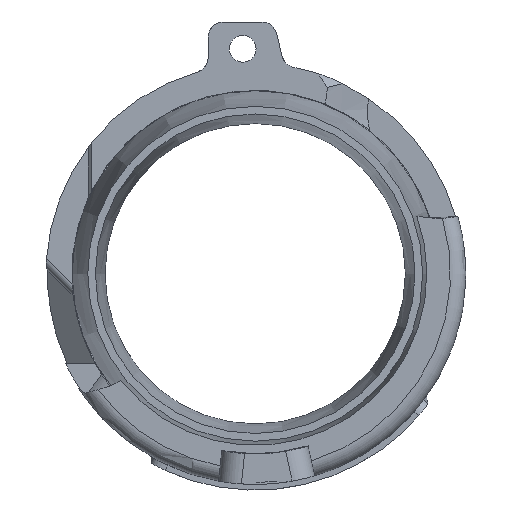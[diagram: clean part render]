
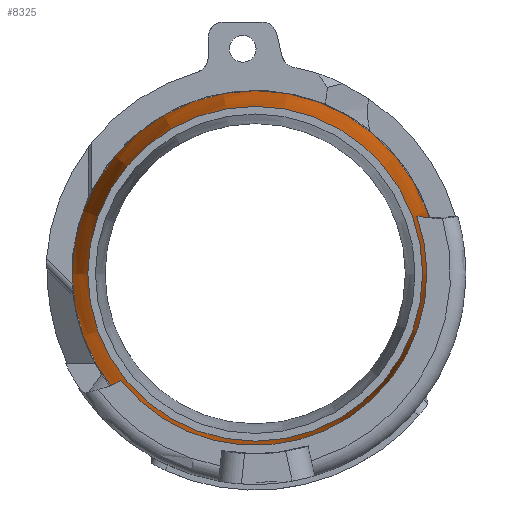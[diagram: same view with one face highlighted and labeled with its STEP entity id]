
A CAD part, front view. The second image highlights one B-rep face of the part: STEP entity #8325.
In plain terms, the highlighted conical face has half-angle 5 degrees and reference radius 21.901 mm.
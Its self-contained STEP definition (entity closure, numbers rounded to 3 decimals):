
#23=CONICAL_SURFACE('',#8874,21.901,0.087);
#543=CIRCLE('',#8861,21.901);
#552=CIRCLE('',#8875,23.913);
#696=FACE_OUTER_BOUND('',#1183,.T.);
#1183=EDGE_LOOP('',(#6103,#6104,#6105,#6106));
#1709=LINE('',#12091,#2253);
#2253=VECTOR('',#9407,21.901);
#3553=VERTEX_POINT('',#12067);
#3560=VERTEX_POINT('',#12089);
#4521=EDGE_CURVE('',#3553,#3553,#543,.T.);
#4531=EDGE_CURVE('',#3560,#3560,#552,.T.);
#4532=EDGE_CURVE('',#3560,#3553,#1709,.T.);
#6103=ORIENTED_EDGE('',*,*,#4531,.F.);
#6104=ORIENTED_EDGE('',*,*,#4532,.T.);
#6105=ORIENTED_EDGE('',*,*,#4521,.T.);
#6106=ORIENTED_EDGE('',*,*,#4532,.F.);
#8325=ADVANCED_FACE('',(#696),#23,.T.);
#8861=AXIS2_PLACEMENT_3D('',#12068,#9376,#9377);
#8874=AXIS2_PLACEMENT_3D('',#12088,#9403,#9404);
#8875=AXIS2_PLACEMENT_3D('',#12090,#9405,#9406);
#9376=DIRECTION('center_axis',(0.,1.,0.));
#9377=DIRECTION('ref_axis',(1.,0.,0.));
#9403=DIRECTION('center_axis',(0.,1.,0.));
#9404=DIRECTION('ref_axis',(1.,0.,0.));
#9405=DIRECTION('center_axis',(0.,1.,0.));
#9406=DIRECTION('ref_axis',(1.,0.,0.));
#9407=DIRECTION('',(0.087,-0.996,0.));
#12067=CARTESIAN_POINT('',(-132.551,117.481,-62.803));
#12068=CARTESIAN_POINT('Origin',(-110.65,117.481,-62.803));
#12088=CARTESIAN_POINT('Origin',(-110.65,117.481,-62.803));
#12089=CARTESIAN_POINT('',(-134.563,140.481,-62.803));
#12090=CARTESIAN_POINT('Origin',(-110.65,140.481,-62.803));
#12091=CARTESIAN_POINT('',(-132.551,117.481,-62.803));
